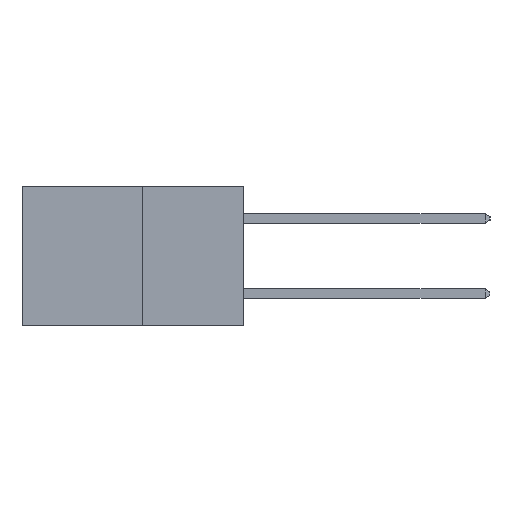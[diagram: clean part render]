
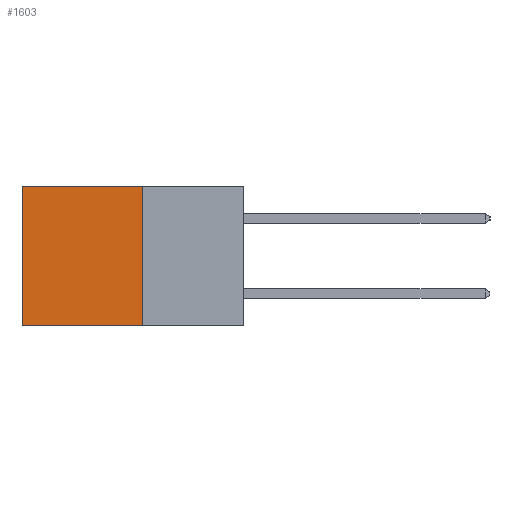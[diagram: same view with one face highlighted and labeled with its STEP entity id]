
A CAD part, left-side view. The second image highlights one B-rep face of the part: STEP entity #1603.
In plain terms, the highlighted planar face has unit normal (-1, 0, 0).
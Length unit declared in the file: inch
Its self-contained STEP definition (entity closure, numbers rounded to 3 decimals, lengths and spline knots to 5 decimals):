
#1005 = CARTESIAN_POINT ( 'NONE',  ( 0.277, 0.27, -0.37 ) ) ;
#1603 = ADVANCED_FACE ( 'NONE', ( #12598 ), #15851, .F. ) ;
#2193 = ORIENTED_EDGE ( 'NONE', *, *, #11645, .F. ) ;
#3740 = VERTEX_POINT ( 'NONE', #16255 ) ;
#4298 = AXIS2_PLACEMENT_3D ( 'NONE', #14322, #8153, #6709 ) ;
#4717 = CARTESIAN_POINT ( 'NONE',  ( 0.277, 0.27, -0.37 ) ) ;
#6181 = VECTOR ( 'NONE', #6425, 39.37008 ) ;
#6412 = VERTEX_POINT ( 'NONE', #11181 ) ;
#6425 = DIRECTION ( 'NONE',  ( 0., 0., -1. ) ) ;
#6459 = VECTOR ( 'NONE', #17676, 39.37008 ) ;
#6709 = DIRECTION ( 'NONE',  ( 0., 0., -1. ) ) ;
#6718 = LINE ( 'NONE', #1005, #14833 ) ;
#7016 = CARTESIAN_POINT ( 'NONE',  ( 0.277, 0.27, 0. ) ) ;
#7098 = DIRECTION ( 'NONE',  ( 0., 1., 0. ) ) ;
#7134 = LINE ( 'NONE', #15574, #6181 ) ;
#7601 = VECTOR ( 'NONE', #15382, 39.37008 ) ;
#7677 = VERTEX_POINT ( 'NONE', #16974 ) ;
#8153 = DIRECTION ( 'NONE',  ( 1., 0., 0. ) ) ;
#8275 = EDGE_LOOP ( 'NONE', ( #13643, #2193, #14100, #10331 ) ) ;
#8783 = CARTESIAN_POINT ( 'NONE',  ( 0.277, 0.59, 0. ) ) ;
#10331 = ORIENTED_EDGE ( 'NONE', *, *, #13948, .T. ) ;
#11181 = CARTESIAN_POINT ( 'NONE',  ( 0.277, 0.27, 0. ) ) ;
#11645 = EDGE_CURVE ( 'NONE', #3740, #7677, #6718, .T. ) ;
#11733 = LINE ( 'NONE', #4717, #7601 ) ;
#12598 = FACE_OUTER_BOUND ( 'NONE', #8275, .T. ) ;
#13590 = EDGE_CURVE ( 'NONE', #6412, #3740, #11733, .T. ) ;
#13643 = ORIENTED_EDGE ( 'NONE', *, *, #13693, .T. ) ;
#13693 = EDGE_CURVE ( 'NONE', #19066, #7677, #7134, .T. ) ;
#13948 = EDGE_CURVE ( 'NONE', #6412, #19066, #18141, .T. ) ;
#14100 = ORIENTED_EDGE ( 'NONE', *, *, #13590, .F. ) ;
#14322 = CARTESIAN_POINT ( 'NONE',  ( 0.277, 0.27, -0.37 ) ) ;
#14833 = VECTOR ( 'NONE', #7098, 39.37008 ) ;
#15382 = DIRECTION ( 'NONE',  ( 0., 0., -1. ) ) ;
#15574 = CARTESIAN_POINT ( 'NONE',  ( 0.277, 0.59, -0.37 ) ) ;
#15851 = PLANE ( 'NONE',  #4298 ) ;
#16255 = CARTESIAN_POINT ( 'NONE',  ( 0.277, 0.27, -0.37 ) ) ;
#16974 = CARTESIAN_POINT ( 'NONE',  ( 0.277, 0.59, -0.37 ) ) ;
#17676 = DIRECTION ( 'NONE',  ( 0., 1., 0. ) ) ;
#18141 = LINE ( 'NONE', #7016, #6459 ) ;
#19066 = VERTEX_POINT ( 'NONE', #8783 ) ;
